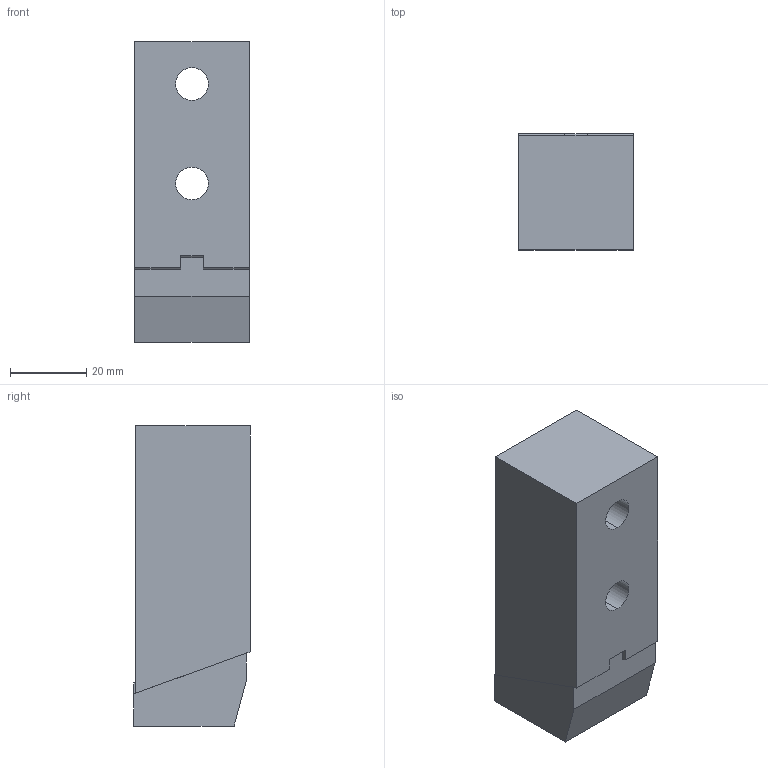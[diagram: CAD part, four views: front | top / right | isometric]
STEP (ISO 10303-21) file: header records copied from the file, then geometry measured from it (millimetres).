
FILE_DESCRIPTION((''),'2;1');
FILE_NAME('ILC15310502','2005-04-21T',('KR'),(''),'PRO/ENGINEER BY PARAMETRIC TECHNOLOGY CORPORATION, 2004290','PRO/ENGINEER BY PARAMETRIC TECHNOLOGY CORPORATION, 2004290','');
FILE_SCHEMA(('AUTOMOTIVE_DESIGN_CC2 { 1 2 10303 214 -1 1 5 2 }'));
Length unit declared in the file: inch
Products named in the file (1): ILC15310502
Bounding box: 30 x 30.52 x 78.49 mm (x, y, z)
Volume: 62448.5 mm3; surface area: 14105 mm2
Topology: 1 solids, 1 shells, 63 faces, 167 edges, 108 vertices
Faces by surface type: plane 47, cylinder 16
Entity records: 2636 total; most frequent: CARTESIAN_POINT 401, ORIENTED_EDGE 334, DIRECTION 327, PRESENTATION_STYLE_ASSIGNMENT 168, STYLED_ITEM 168, CURVE_STYLE 167, EDGE_CURVE 167, VECTOR 113
